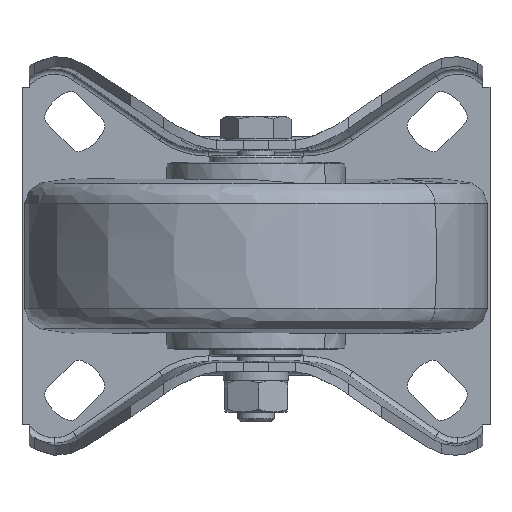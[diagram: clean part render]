
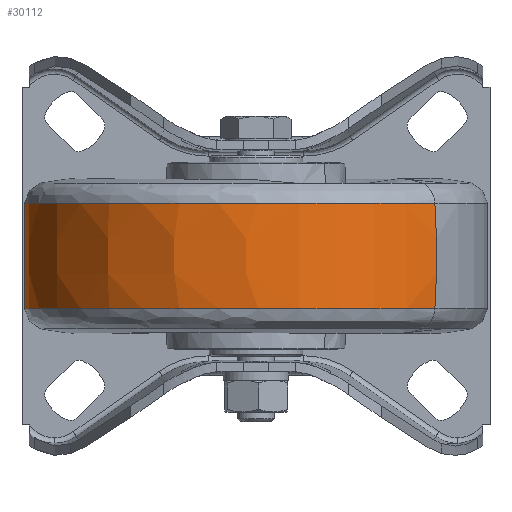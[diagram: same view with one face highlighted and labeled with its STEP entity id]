
A CAD part, front view. The second image highlights one B-rep face of the part: STEP entity #30112.
In plain terms, the highlighted free-form (B-spline) face has degree [3, 3] with [4, 4] control points.
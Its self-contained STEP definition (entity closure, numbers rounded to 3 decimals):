
#143 = FACE_OUTER_BOUND ( 'NONE', #617, .T. ) ;
#147 = AXIS2_PLACEMENT_3D ( 'NONE', #30852, #8545, #8121 ) ;
#171 = CARTESIAN_POINT ( 'NONE',  ( 38.771, -109.841, 3.762 ) ) ;
#617 = EDGE_LOOP ( 'NONE', ( #2516, #2426, #18740, #31600 ) ) ;
#734 = DIRECTION ( 'NONE',  ( -0.773, 0.635, 0. ) ) ;
#2426 = ORIENTED_EDGE ( 'NONE', *, *, #7212, .T. ) ;
#2516 = ORIENTED_EDGE ( 'NONE', *, *, #8017, .T. ) ;
#3105 = CARTESIAN_POINT ( 'NONE',  ( -102.452, -123.701, 3.762 ) ) ;
#5912 = CARTESIAN_POINT ( 'NONE',  ( 38.247, -109.411, 11.255 ) ) ;
#6728 = DIRECTION ( 'NONE',  ( -0.773, 0.635, 0. ) ) ;
#6764 = DIRECTION ( 'NONE',  ( 0., 0., -1. ) ) ;
#6899 = CARTESIAN_POINT ( 'NONE',  ( 0., -78., 11.255 ) ) ;
#7212 = EDGE_CURVE ( 'NONE', #31535, #11313, #19100, .T. ) ;
#8017 = EDGE_CURVE ( 'NONE', #12625, #31535, #18584, .T. ) ;
#8088 = EDGE_CURVE ( 'NONE', #12625, #10390, #29584, .T. ) ;
#8121 = DIRECTION ( 'NONE',  ( 0.773, -0.635, 0. ) ) ;
#8545 = DIRECTION ( 'NONE',  ( -0.635, -0.773, 0. ) ) ;
#8712 = CARTESIAN_POINT ( 'NONE',  ( -24.574, -185.905, -11.255 ) ) ;
#8770 = EDGE_CURVE ( 'NONE', #11313, #10390, #25006, .T. ) ;
#8832 = CARTESIAN_POINT ( 'NONE',  ( -101.069, -123.084, 11.255 ) ) ;
#9493 = AXIS2_PLACEMENT_3D ( 'NONE', #6899, #6764, #6728 ) ;
#10390 = VERTEX_POINT ( 'NONE', #11993 ) ;
#11313 = VERTEX_POINT ( 'NONE', #13215 ) ;
#11580 = CARTESIAN_POINT ( 'NONE',  ( -38.247, -46.589, -11.255 ) ) ;
#11993 = CARTESIAN_POINT ( 'NONE',  ( -38.247, -46.589, 11.255 ) ) ;
#12625 = VERTEX_POINT ( 'NONE', #34012 ) ;
#13215 = CARTESIAN_POINT ( 'NONE',  ( 38.247, -109.411, 11.255 ) ) ;
#14465 = CARTESIAN_POINT ( 'NONE',  ( -24.911, -187.382, -3.762 ) ) ;
#17338 = CARTESIAN_POINT ( 'NONE',  ( -38.771, -46.159, -3.762 ) ) ;
#18584 = CIRCLE ( 'NONE', #21972, 49.492 ) ;
#18740 = ORIENTED_EDGE ( 'NONE', *, *, #8770, .T. ) ;
#19100 = CIRCLE ( 'NONE', #147, 125. ) ;
#19432 = DIRECTION ( 'NONE',  ( 0., 0., 1. ) ) ;
#19522 = CARTESIAN_POINT ( 'NONE',  ( 0., -78., -11.255 ) ) ;
#19526 = DIRECTION ( 'NONE',  ( -0.773, 0.635, 0. ) ) ;
#20058 =( BOUNDED_SURFACE ( )  B_SPLINE_SURFACE ( 3, 3, ( 
 ( #34151, #8712, #28564, #11580 ),
 ( #31418, #14465, #34287, #17338 ),
 ( #171, #20212, #3105, #23005 ),
 ( #5912, #25801, #8832, #28688 ) ),
 .UNSPECIFIED., .F., .F., .F. ) 
 B_SPLINE_SURFACE_WITH_KNOTS ( ( 4, 4 ),
 ( 4, 4 ),
 ( 0., 1. ),
 ( 0., 1. ),
 .UNSPECIFIED. ) 
 GEOMETRIC_REPRESENTATION_ITEM ( )  RATIONAL_B_SPLINE_SURFACE ( (
 ( 1., 0.333, 0.333, 1.),
 ( 0.997, 0.332, 0.332, 0.997),
 ( 0.997, 0.332, 0.332, 0.997),
 ( 1., 0.333, 0.333, 1.) ) ) 
 REPRESENTATION_ITEM ( '' )  SURFACE ( )  );
#20212 = CARTESIAN_POINT ( 'NONE',  ( -24.911, -187.382, 3.762 ) ) ;
#20338 = CARTESIAN_POINT ( 'NONE',  ( 57.959, -125.599, 0. ) ) ;
#20949 = AXIS2_PLACEMENT_3D ( 'NONE', #20338, #35549, #734 ) ;
#21972 = AXIS2_PLACEMENT_3D ( 'NONE', #19522, #19432, #19526 ) ;
#23005 = CARTESIAN_POINT ( 'NONE',  ( -38.771, -46.159, 3.762 ) ) ;
#25006 = CIRCLE ( 'NONE', #9493, 49.492 ) ;
#25801 = CARTESIAN_POINT ( 'NONE',  ( -24.574, -185.905, 11.255 ) ) ;
#27571 = CARTESIAN_POINT ( 'NONE',  ( 38.247, -109.411, -11.255 ) ) ;
#28564 = CARTESIAN_POINT ( 'NONE',  ( -101.069, -123.084, -11.255 ) ) ;
#28688 = CARTESIAN_POINT ( 'NONE',  ( -38.247, -46.589, 11.255 ) ) ;
#29584 = CIRCLE ( 'NONE', #20949, 125. ) ;
#30112 = ADVANCED_FACE ( 'NONE', ( #143 ), #20058, .T. ) ;
#30852 = CARTESIAN_POINT ( 'NONE',  ( -57.959, -30.401, 0. ) ) ;
#31418 = CARTESIAN_POINT ( 'NONE',  ( 38.771, -109.841, -3.762 ) ) ;
#31535 = VERTEX_POINT ( 'NONE', #27571 ) ;
#31600 = ORIENTED_EDGE ( 'NONE', *, *, #8088, .F. ) ;
#34012 = CARTESIAN_POINT ( 'NONE',  ( -38.247, -46.589, -11.255 ) ) ;
#34151 = CARTESIAN_POINT ( 'NONE',  ( 38.247, -109.411, -11.255 ) ) ;
#34287 = CARTESIAN_POINT ( 'NONE',  ( -102.452, -123.701, -3.762 ) ) ;
#35549 = DIRECTION ( 'NONE',  ( 0.635, 0.773, 0. ) ) ;
